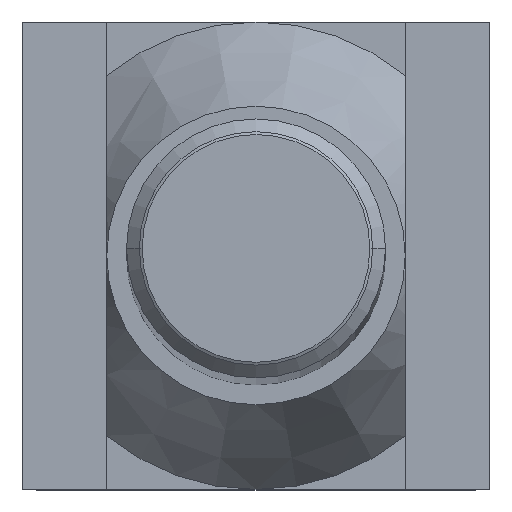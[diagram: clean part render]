
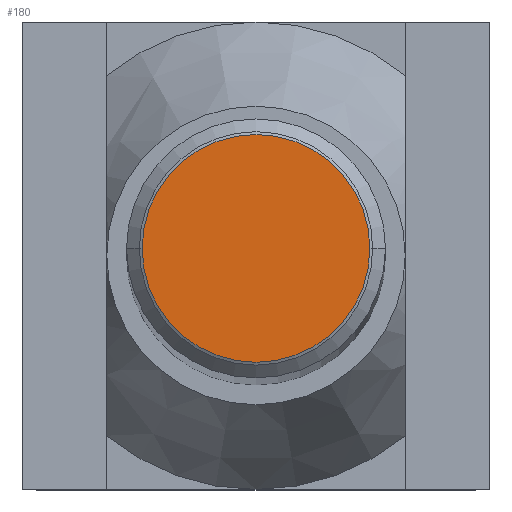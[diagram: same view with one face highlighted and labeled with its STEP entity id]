
A CAD part, top view. The second image highlights one B-rep face of the part: STEP entity #180.
In plain terms, the highlighted planar face has unit normal (0, 0, 1).
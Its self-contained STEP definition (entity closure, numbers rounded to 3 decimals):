
#180=ADVANCED_FACE('',(#442),#443,.T.);
#218=EDGE_CURVE('',#232,#372,#486,.T.);
#232=VERTEX_POINT('',#501);
#308=EDGE_CURVE('',#372,#232,#581,.T.);
#372=VERTEX_POINT('',#653);
#442=FACE_OUTER_BOUND('',#740,.T.);
#443=PLANE('',#741);
#486=CIRCLE('',#805,15.835);
#501=CARTESIAN_POINT('',(15.835,0.,600.0));
#581=CIRCLE('',#955,15.835);
#653=CARTESIAN_POINT('',(-15.835,0.,600.0));
#740=EDGE_LOOP('',(#1124,#1125));
#741=AXIS2_PLACEMENT_3D('',#1126,#1127,#1128);
#805=AXIS2_PLACEMENT_3D('',#1177,#1178,#1179);
#955=AXIS2_PLACEMENT_3D('',#1261,#1262,#1263);
#1124=ORIENTED_EDGE('',*,*,#218,.T.);
#1125=ORIENTED_EDGE('',*,*,#308,.T.);
#1126=CARTESIAN_POINT('',(-8.,0.,600.0));
#1127=DIRECTION('',(0.0,0.0,1.0));
#1128=DIRECTION('',(-1.0,0.,0.0));
#1177=CARTESIAN_POINT('',(0.,0.,600.0));
#1178=DIRECTION('',(0.0,-0.0,1.0));
#1179=DIRECTION('',(1.0,0.,0.0));
#1261=CARTESIAN_POINT('',(0.,0.,600.0));
#1262=DIRECTION('',(0.0,-0.0,1.0));
#1263=DIRECTION('',(1.0,0.,0.0));
